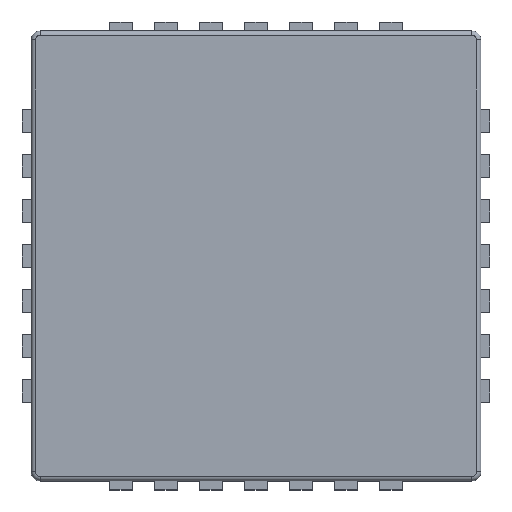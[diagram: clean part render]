
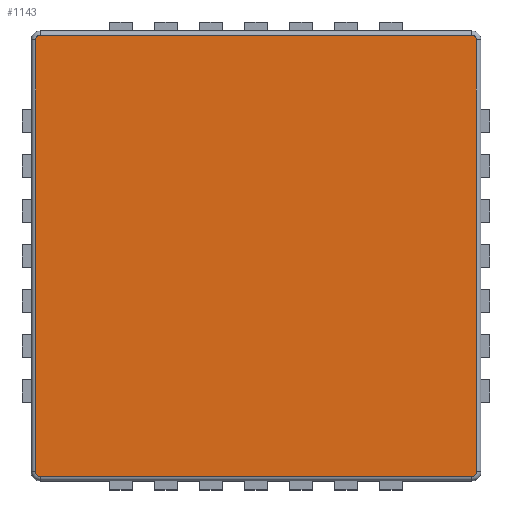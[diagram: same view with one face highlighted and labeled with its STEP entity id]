
A CAD part, top view. The second image highlights one B-rep face of the part: STEP entity #1143.
In plain terms, the highlighted planar face has unit normal (0, 0, 1).
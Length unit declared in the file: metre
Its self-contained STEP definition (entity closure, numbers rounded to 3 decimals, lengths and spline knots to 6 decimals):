
#1143 = ADVANCED_FACE( '', ( #1923 ), #1924, .T. );
#1923 = FACE_OUTER_BOUND( '', #2600, .T. );
#1924 = PLANE( '', #2601 );
#2600 = EDGE_LOOP( '', ( #4118, #4119, #4120, #4121, #4122, #4123, #4124, #4125 ) );
#2601 = AXIS2_PLACEMENT_3D( '', #4126, #4127, #4128 );
#4118 = ORIENTED_EDGE( '', *, *, #4726, .F. );
#4119 = ORIENTED_EDGE( '', *, *, #4807, .T. );
#4120 = ORIENTED_EDGE( '', *, *, #5050, .F. );
#4121 = ORIENTED_EDGE( '', *, *, #4956, .T. );
#4122 = ORIENTED_EDGE( '', *, *, #4861, .F. );
#4123 = ORIENTED_EDGE( '', *, *, #5226, .T. );
#4124 = ORIENTED_EDGE( '', *, *, #4947, .F. );
#4125 = ORIENTED_EDGE( '', *, *, #5227, .T. );
#4126 = CARTESIAN_POINT( '', ( 0., 0., 0.0009 ) );
#4127 = DIRECTION( '', ( 0., 0., 1. ) );
#4128 = DIRECTION( '', ( 1., 0., 0. ) );
#4726 = EDGE_CURVE( '', #5509, #5512, #5513, .F. );
#4807 = EDGE_CURVE( '', #5509, #5644, #5646, .F. );
#4861 = EDGE_CURVE( '', #5730, #5728, #5732, .F. );
#4947 = EDGE_CURVE( '', #5861, #5859, #5863, .F. );
#4956 = EDGE_CURVE( '', #5875, #5728, #5876, .F. );
#5050 = EDGE_CURVE( '', #5875, #5644, #6007, .F. );
#5226 = EDGE_CURVE( '', #5730, #5859, #6234, .T. );
#5227 = EDGE_CURVE( '', #5861, #5512, #6235, .T. );
#5509 = VERTEX_POINT( '', #6589 );
#5512 = VERTEX_POINT( '', #6592 );
#5513 = CIRCLE( '', #6593, 0.00005 );
#5644 = VERTEX_POINT( '', #6769 );
#5646 = LINE( '', #6771, #6772 );
#5728 = VERTEX_POINT( '', #6881 );
#5730 = VERTEX_POINT( '', #6883 );
#5732 = CIRCLE( '', #6885, 0.00005 );
#5859 = VERTEX_POINT( '', #7058 );
#5861 = VERTEX_POINT( '', #7060 );
#5863 = CIRCLE( '', #7062, 0.00005 );
#5875 = VERTEX_POINT( '', #7079 );
#5876 = LINE( '', #7080, #7081 );
#6007 = CIRCLE( '', #7258, 0.00005 );
#6234 = LINE( '', #7570, #7571 );
#6235 = LINE( '', #7572, #7573 );
#6589 = CARTESIAN_POINT( '', ( 0.00245, -0.0024, 0.0009 ) );
#6592 = CARTESIAN_POINT( '', ( 0.0024, -0.00245, 0.0009 ) );
#6593 = AXIS2_PLACEMENT_3D( '', #7805, #7806, #7807 );
#6769 = CARTESIAN_POINT( '', ( 0.00245, 0.0024, 0.0009 ) );
#6771 = CARTESIAN_POINT( '', ( 0.00245, 0., 0.0009 ) );
#6772 = VECTOR( '', #7907, 1. );
#6881 = CARTESIAN_POINT( '', ( -0.0024, 0.00245, 0.0009 ) );
#6883 = CARTESIAN_POINT( '', ( -0.00245, 0.0024, 0.0009 ) );
#6885 = AXIS2_PLACEMENT_3D( '', #7977, #7978, #7979 );
#7058 = CARTESIAN_POINT( '', ( -0.00245, -0.0024, 0.0009 ) );
#7060 = CARTESIAN_POINT( '', ( -0.0024, -0.00245, 0.0009 ) );
#7062 = AXIS2_PLACEMENT_3D( '', #8077, #8078, #8079 );
#7079 = CARTESIAN_POINT( '', ( 0.0024, 0.00245, 0.0009 ) );
#7080 = CARTESIAN_POINT( '', ( 0., 0.00245, 0.0009 ) );
#7081 = VECTOR( '', #8085, 1. );
#7258 = AXIS2_PLACEMENT_3D( '', #8195, #8196, #8197 );
#7570 = CARTESIAN_POINT( '', ( -0.00245, -0.0025, 0.0009 ) );
#7571 = VECTOR( '', #8370, 1. );
#7572 = CARTESIAN_POINT( '', ( 0.0025, -0.00245, 0.0009 ) );
#7573 = VECTOR( '', #8371, 1. );
#7805 = CARTESIAN_POINT( '', ( 0.0024, -0.0024, 0.0009 ) );
#7806 = DIRECTION( '', ( 0., 0., 1. ) );
#7807 = DIRECTION( '', ( 1., 0., 0. ) );
#7907 = DIRECTION( '', ( 0., -1., 0. ) );
#7977 = CARTESIAN_POINT( '', ( -0.0024, 0.0024, 0.0009 ) );
#7978 = DIRECTION( '', ( 0., 0., 1. ) );
#7979 = DIRECTION( '', ( 1., 0., 0. ) );
#8077 = CARTESIAN_POINT( '', ( -0.0024, -0.0024, 0.0009 ) );
#8078 = DIRECTION( '', ( 0., 0., 1. ) );
#8079 = DIRECTION( '', ( 1., 0., 0. ) );
#8085 = DIRECTION( '', ( 1., 0., 0. ) );
#8195 = CARTESIAN_POINT( '', ( 0.0024, 0.0024, 0.0009 ) );
#8196 = DIRECTION( '', ( 0., 0., 1. ) );
#8197 = DIRECTION( '', ( 1., 0., 0. ) );
#8370 = DIRECTION( '', ( 0., -1., 0. ) );
#8371 = DIRECTION( '', ( 1., 0., 0. ) );
